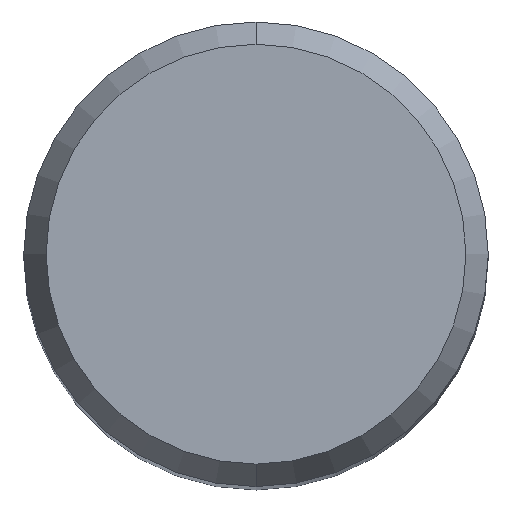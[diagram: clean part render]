
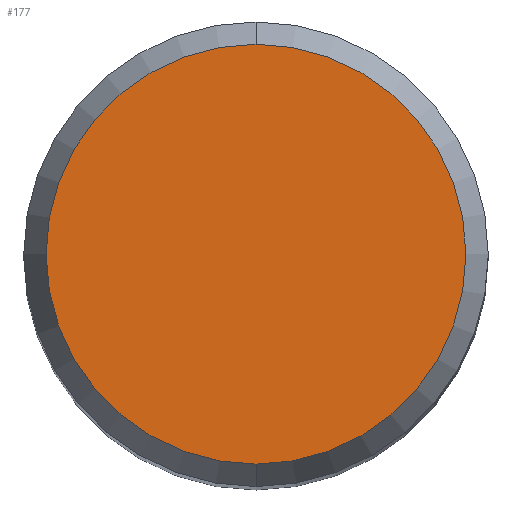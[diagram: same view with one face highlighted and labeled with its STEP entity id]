
A CAD part, top view. The second image highlights one B-rep face of the part: STEP entity #177.
In plain terms, the highlighted planar face has unit normal (0, 0, 1).
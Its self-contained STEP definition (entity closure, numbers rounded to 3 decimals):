
#107=VERTEX_POINT('',#237);
#131=EDGE_CURVE('',#107,#167,#264,.T.);
#141=EDGE_CURVE('',#167,#107,#274,.T.);
#167=VERTEX_POINT('',#303);
#177=ADVANCED_FACE('',(#314),#315,.T.);
#237=CARTESIAN_POINT('',(0.,-4.304,0.01));
#264=CIRCLE('',#409,4.304);
#274=CIRCLE('',#424,4.304);
#303=CARTESIAN_POINT('',(0.0,4.304,0.01));
#314=FACE_OUTER_BOUND('',#472,.T.);
#315=PLANE('',#473);
#409=AXIS2_PLACEMENT_3D('',#567,#568,#569);
#424=AXIS2_PLACEMENT_3D('',#577,#578,#579);
#472=EDGE_LOOP('',(#624,#625));
#473=AXIS2_PLACEMENT_3D('',#626,#627,#628);
#567=CARTESIAN_POINT('',(0.0,0.0,0.01));
#568=DIRECTION('',(0.0,0.0,-1.0));
#569=DIRECTION('',(0.0,1.0,0.0));
#577=CARTESIAN_POINT('',(0.0,0.0,0.01));
#578=DIRECTION('',(0.0,0.0,-1.0));
#579=DIRECTION('',(0.0,1.0,0.0));
#624=ORIENTED_EDGE('',*,*,#141,.F.);
#625=ORIENTED_EDGE('',*,*,#131,.F.);
#626=CARTESIAN_POINT('',(0.0,2.152,0.01));
#627=DIRECTION('',(-0.0,0.0,1.0));
#628=DIRECTION('',(0.0,-1.0,0.0));
